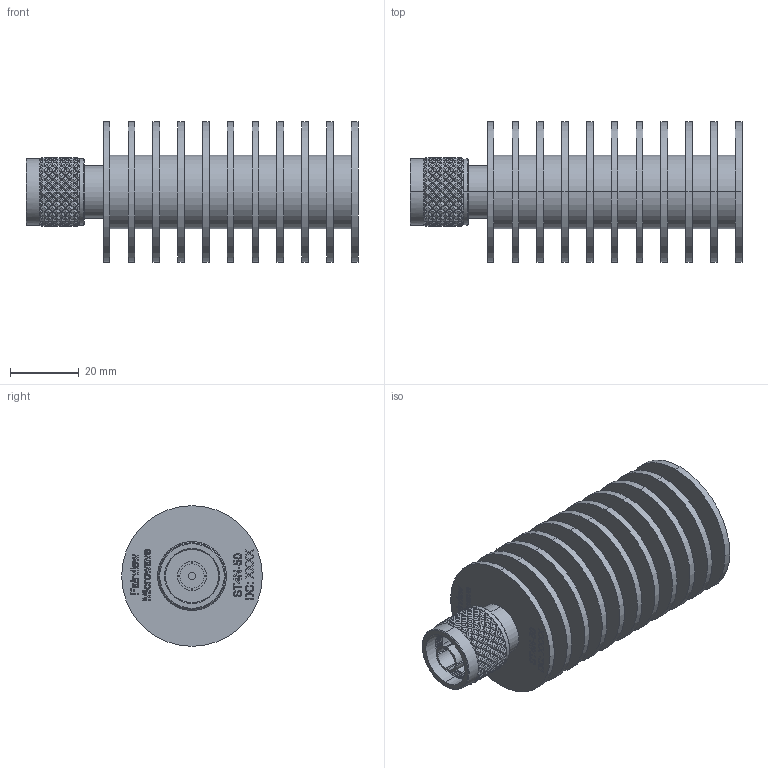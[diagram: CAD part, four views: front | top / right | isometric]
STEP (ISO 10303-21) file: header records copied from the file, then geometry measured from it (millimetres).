
FILE_DESCRIPTION (( 'STEP AP214' ), '1' );
FILE_NAME ('ST4N-50_3D.step', '2025-08-14T16:18:43', ( '' ), ( '' ), 'SwSTEP 2.0', 'SolidWorks 2022', '' );
FILE_SCHEMA (( 'AUTOMOTIVE_DESIGN' ));
Length unit declared in the file: inch
Products named in the file (3): ST4N-50; N MALE CONNECTOR_5_默认; ST4N-50_3D
Assembly tree (2 placements, depth 2):
  ST4N-50_3D
    ST4N-50
    N MALE CONNECTOR_5_默认
Bounding box: 96.56 x 40.89 x 40.89 mm (x, y, z)
Volume: 50984.2 mm3; surface area: 31084.7 mm2
Topology: 2 solids, 2 shells, 1862 faces, 4035 edges, 2244 vertices
Faces by surface type: bspline 1118, plane 315, cylinder 312, cone 89, torus 28
Entity records: 75320 total; most frequent: CARTESIAN_POINT 41288, ORIENTED_EDGE 8070, EDGE_CURVE 4035, DIRECTION 3117, VERTEX_POINT 2244, EDGE_LOOP 1929, FACE_OUTER_BOUND 1862, ADVANCED_FACE 1862
